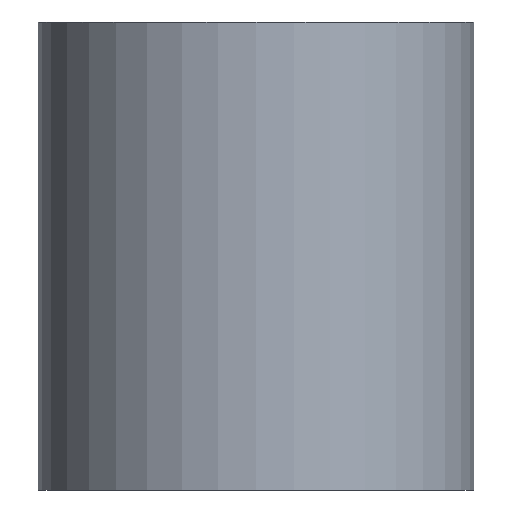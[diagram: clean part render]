
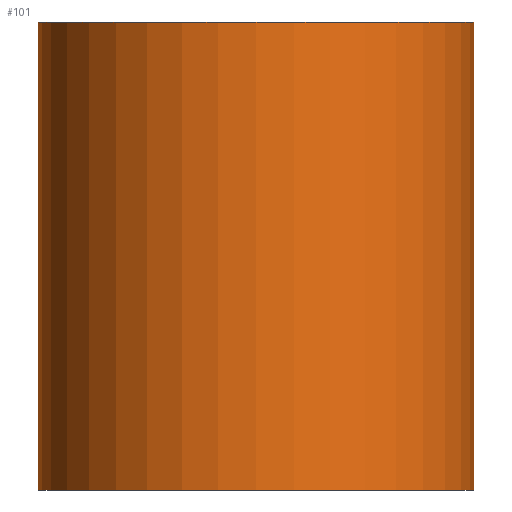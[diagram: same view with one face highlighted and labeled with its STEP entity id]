
A CAD part, front view. The second image highlights one B-rep face of the part: STEP entity #101.
In plain terms, the highlighted cylindrical face has radius 20 mm (diameter 40 mm), a partial arc.
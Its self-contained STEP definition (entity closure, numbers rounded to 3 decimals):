
#5 = EDGE_CURVE ( 'NONE', #64, #63, #266, .T. ) ;
#37 = ORIENTED_EDGE ( 'NONE', *, *, #108, .F. ) ;
#63 = VERTEX_POINT ( 'NONE', #174 ) ;
#64 = VERTEX_POINT ( 'NONE', #173 ) ;
#66 = EDGE_CURVE ( 'NONE', #64, #67, #172, .T. ) ;
#67 = VERTEX_POINT ( 'NONE', #233 ) ;
#84 = EDGE_CURVE ( 'NONE', #63, #87, #260, .T. ) ;
#87 = VERTEX_POINT ( 'NONE', #255 ) ;
#101 = ADVANCED_FACE ( 'NONE', ( #189 ), #188, .T. ) ;
#102 = EDGE_LOOP ( 'NONE', ( #103, #104, #105, #37 ) ) ;
#103 = ORIENTED_EDGE ( 'NONE', *, *, #66, .F. ) ;
#104 = ORIENTED_EDGE ( 'NONE', *, *, #5, .T. ) ;
#105 = ORIENTED_EDGE ( 'NONE', *, *, #84, .T. ) ;
#108 = EDGE_CURVE ( 'NONE', #67, #87, #183, .T. ) ;
#164 = AXIS2_PLACEMENT_3D ( 'NONE', #280, #239, #272 ) ;
#170 = DIRECTION ( 'NONE',  ( 0., 0., 1. ) ) ;
#171 = CARTESIAN_POINT ( 'NONE',  ( -20., 0., 0. ) ) ;
#172 = LINE ( 'NONE', #171, #234 ) ;
#173 = CARTESIAN_POINT ( 'NONE',  ( -20., 0., -43. ) ) ;
#174 = CARTESIAN_POINT ( 'NONE',  ( 20., 0., -43. ) ) ;
#179 = DIRECTION ( 'NONE',  ( 1., 0., 0. ) ) ;
#180 = DIRECTION ( 'NONE',  ( 0., 0., 1. ) ) ;
#181 = CARTESIAN_POINT ( 'NONE',  ( 0., 0., 0. ) ) ;
#182 = AXIS2_PLACEMENT_3D ( 'NONE', #181, #180, #179 ) ;
#183 = CIRCLE ( 'NONE', #182, 20. ) ;
#184 = DIRECTION ( 'NONE',  ( 1., 0., 0. ) ) ;
#185 = DIRECTION ( 'NONE',  ( 0., 0., 1. ) ) ;
#186 = CARTESIAN_POINT ( 'NONE',  ( 0., 0., 0. ) ) ;
#187 = AXIS2_PLACEMENT_3D ( 'NONE', #186, #185, #184 ) ;
#188 = CYLINDRICAL_SURFACE ( 'NONE', #187, 20. ) ;
#189 = FACE_OUTER_BOUND ( 'NONE', #102, .T. ) ;
#233 = CARTESIAN_POINT ( 'NONE',  ( -20., 0., 0. ) ) ;
#234 = VECTOR ( 'NONE', #170, 1000. ) ;
#239 = DIRECTION ( 'NONE',  ( 0., 0., 1. ) ) ;
#255 = CARTESIAN_POINT ( 'NONE',  ( 20., 0., 0. ) ) ;
#257 = DIRECTION ( 'NONE',  ( 0., 0., 1. ) ) ;
#258 = VECTOR ( 'NONE', #257, 1000. ) ;
#259 = CARTESIAN_POINT ( 'NONE',  ( 20., 0., 0. ) ) ;
#260 = LINE ( 'NONE', #259, #258 ) ;
#266 = CIRCLE ( 'NONE', #164, 20. ) ;
#272 = DIRECTION ( 'NONE',  ( 1., 0., 0. ) ) ;
#280 = CARTESIAN_POINT ( 'NONE',  ( 0., 0., -43. ) ) ;
